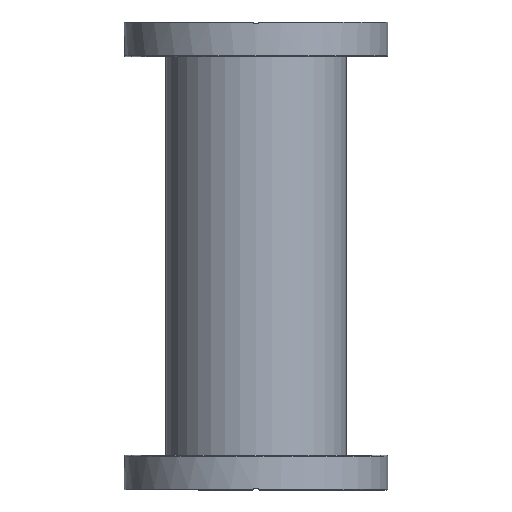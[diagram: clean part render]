
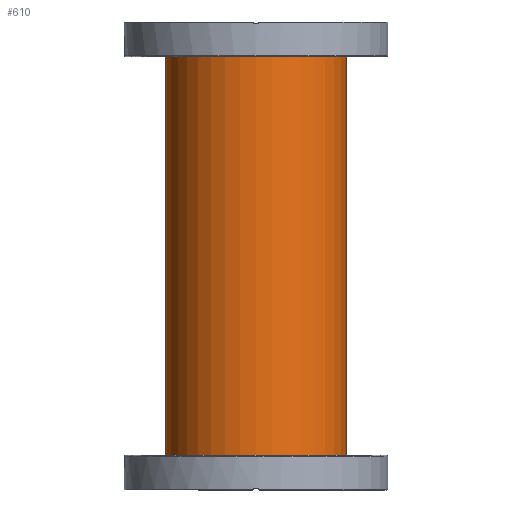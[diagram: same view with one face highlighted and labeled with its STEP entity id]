
A CAD part, front view. The second image highlights one B-rep face of the part: STEP entity #610.
In plain terms, the highlighted cylindrical face has radius 52 mm (diameter 104 mm), a full revolution.
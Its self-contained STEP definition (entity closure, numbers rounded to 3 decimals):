
#425=CARTESIAN_POINT('',(-20.5,47.789,125.5));
#426=VERTEX_POINT('',#425);
#433=CARTESIAN_POINT('',(-20.5,47.789,125.5));
#434=CARTESIAN_POINT('',(-20.5,47.789,125.248));
#435=CARTESIAN_POINT('',(-20.495,47.791,124.996));
#436=CARTESIAN_POINT('',(-20.486,47.795,124.743));
#437=CARTESIAN_POINT('',(-20.453,47.809,123.857));
#438=CARTESIAN_POINT('',(-20.362,47.848,122.971));
#439=CARTESIAN_POINT('',(-20.216,47.909,122.1));
#440=CARTESIAN_POINT('',(-19.96,48.017,120.579));
#441=CARTESIAN_POINT('',(-19.535,48.195,119.099));
#442=CARTESIAN_POINT('',(-18.951,48.424,117.682));
#443=CARTESIAN_POINT('',(-18.512,48.596,116.618));
#444=CARTESIAN_POINT('',(-17.983,48.796,115.592));
#445=CARTESIAN_POINT('',(-17.376,49.011,114.622));
#446=CARTESIAN_POINT('',(-16.376,49.365,113.025));
#447=CARTESIAN_POINT('',(-15.159,49.762,111.572));
#448=CARTESIAN_POINT('',(-13.766,50.145,110.31));
#449=CARTESIAN_POINT('',(-12.07,50.61,108.773));
#450=CARTESIAN_POINT('',(-10.118,51.052,107.521));
#451=CARTESIAN_POINT('',(-7.986,51.383,106.62));
#452=CARTESIAN_POINT('',(-6.907,51.551,106.163));
#453=CARTESIAN_POINT('',(-5.788,51.69,105.799));
#454=CARTESIAN_POINT('',(-4.647,51.792,105.534));
#455=CARTESIAN_POINT('',(-3.517,51.893,105.271));
#456=CARTESIAN_POINT('',(-2.364,51.959,105.103));
#457=CARTESIAN_POINT('',(-1.197,51.986,105.035));
#458=CARTESIAN_POINT('',(-0.26,52.008,104.98));
#459=CARTESIAN_POINT('',(0.685,52.004,104.99));
#460=CARTESIAN_POINT('',(1.619,51.975,105.064));
#461=CARTESIAN_POINT('',(3.201,51.926,105.189));
#462=CARTESIAN_POINT('',(4.759,51.804,105.498));
#463=CARTESIAN_POINT('',(6.265,51.621,105.981));
#464=CARTESIAN_POINT('',(7.311,51.494,106.317));
#465=CARTESIAN_POINT('',(8.331,51.338,106.737));
#466=CARTESIAN_POINT('',(9.304,51.161,107.233));
#467=CARTESIAN_POINT('',(10.92,50.867,108.056));
#468=CARTESIAN_POINT('',(12.418,50.515,109.089));
#469=CARTESIAN_POINT('',(13.755,50.148,110.3));
#470=CARTESIAN_POINT('',(15.136,49.769,111.55));
#471=CARTESIAN_POINT('',(16.341,49.377,112.983));
#472=CARTESIAN_POINT('',(17.337,49.025,114.56));
#473=CARTESIAN_POINT('',(18.176,48.728,115.891));
#474=CARTESIAN_POINT('',(18.867,48.46,117.328));
#475=CARTESIAN_POINT('',(19.382,48.253,118.824));
#476=CARTESIAN_POINT('',(19.914,48.039,120.366));
#477=CARTESIAN_POINT('',(20.262,47.89,121.974));
#478=CARTESIAN_POINT('',(20.414,47.826,123.619));
#479=CARTESIAN_POINT('',(20.503,47.787,124.588));
#480=CARTESIAN_POINT('',(20.523,47.779,125.561));
#481=CARTESIAN_POINT('',(20.474,47.8,126.526));
#482=CARTESIAN_POINT('',(20.394,47.834,128.126));
#483=CARTESIAN_POINT('',(20.127,47.949,129.71));
#484=CARTESIAN_POINT('',(19.677,48.133,131.25));
#485=CARTESIAN_POINT('',(19.382,48.254,132.261));
#486=CARTESIAN_POINT('',(19.01,48.403,133.243));
#487=CARTESIAN_POINT('',(18.568,48.572,134.188));
#488=CARTESIAN_POINT('',(17.822,48.857,135.781));
#489=CARTESIAN_POINT('',(16.875,49.2,137.271));
#490=CARTESIAN_POINT('',(15.756,49.556,138.615));
#491=CARTESIAN_POINT('',(14.371,49.996,140.278));
#492=CARTESIAN_POINT('',(12.729,50.453,141.716));
#493=CARTESIAN_POINT('',(10.887,50.848,142.87));
#494=CARTESIAN_POINT('',(9.664,51.109,143.637));
#495=CARTESIAN_POINT('',(8.359,51.342,144.274));
#496=CARTESIAN_POINT('',(6.998,51.527,144.768));
#497=CARTESIAN_POINT('',(5.902,51.676,145.167));
#498=CARTESIAN_POINT('',(4.769,51.794,145.472));
#499=CARTESIAN_POINT('',(3.609,51.875,145.68));
#500=CARTESIAN_POINT('',(2.721,51.936,145.839));
#501=CARTESIAN_POINT('',(1.822,51.976,145.939));
#502=CARTESIAN_POINT('',(0.923,51.992,145.979));
#503=CARTESIAN_POINT('',(-0.562,52.018,146.046));
#504=CARTESIAN_POINT('',(-2.049,51.98,145.952));
#505=CARTESIAN_POINT('',(-3.516,51.881,145.696));
#506=CARTESIAN_POINT('',(-4.476,51.816,145.529));
#507=CARTESIAN_POINT('',(-5.425,51.725,145.293));
#508=CARTESIAN_POINT('',(-6.347,51.611,144.993));
#509=CARTESIAN_POINT('',(-7.971,51.411,144.464));
#510=CARTESIAN_POINT('',(-9.518,51.143,143.736));
#511=CARTESIAN_POINT('',(-10.954,50.833,142.828));
#512=CARTESIAN_POINT('',(-12.164,50.572,142.063));
#513=CARTESIAN_POINT('',(-13.287,50.285,141.176));
#514=CARTESIAN_POINT('',(-14.306,49.993,140.183));
#515=CARTESIAN_POINT('',(-14.873,49.831,139.631));
#516=CARTESIAN_POINT('',(-15.407,49.668,139.046));
#517=CARTESIAN_POINT('',(-15.907,49.507,138.432));
#518=CARTESIAN_POINT('',(-16.895,49.19,137.216));
#519=CARTESIAN_POINT('',(-17.742,48.885,135.89));
#520=CARTESIAN_POINT('',(-18.43,48.624,134.477));
#521=CARTESIAN_POINT('',(-18.892,48.449,133.528));
#522=CARTESIAN_POINT('',(-19.282,48.294,132.541));
#523=CARTESIAN_POINT('',(-19.595,48.167,131.523));
#524=CARTESIAN_POINT('',(-19.895,48.045,130.548));
#525=CARTESIAN_POINT('',(-20.121,47.95,129.553));
#526=CARTESIAN_POINT('',(-20.272,47.886,128.547));
#527=CARTESIAN_POINT('',(-20.424,47.822,127.54));
#528=CARTESIAN_POINT('',(-20.5,47.789,126.522));
#529=CARTESIAN_POINT('',(-20.5,47.789,125.5));
#530=B_SPLINE_CURVE_WITH_KNOTS('',3,(#433,#434,#435,#436,#437,#438,#439,#440,#441,#442,#443,#444,#445,#446,#447,#448,#449,#450,#451,#452,#453,#454,#455,#456,#457,#458,#459,#460,#461,#462,#463,#464,#465,#466,#467,#468,#469,#470,#471,#472,#473,#474,#475,#476,#477,#478,#479,#480,#481,#482,#483,#484,#485,#486,#487,#488,#489,#490,#491,#492,#493,#494,#495,#496,#497,#498,#499,#500,#501,#502,#503,#504,#505,#506,#507,#508,#509,#510,#511,#512,#513,#514,#515,#516,#517,#518,#519,#520,#521,#522,#523,#524,#525,#526,#527,#528,#529),.UNSPECIFIED.,.T.,.U.,(4,3,3,3,3,3,3,3,3,3,3,3,3,3,3,3,3,3,3,3,3,3,3,3,3,3,3,3,3,3,3,3,4),(1.417,1.493,1.76,2.225,2.575,3.151,3.853,4.208,4.559,4.841,5.32,5.652,6.205,6.775,7.256,7.752,8.044,8.529,8.847,9.383,10.046,10.486,10.84,11.111,11.56,11.853,12.371,12.807,13.05,13.529,13.851,14.159,14.467),.UNSPECIFIED.);
#531=EDGE_CURVE('',#426,#426,#530,.T.);
#542=CARTESIAN_POINT('',(52.0,0.,251.));
#543=VERTEX_POINT('',#542);
#544=CARTESIAN_POINT('',(0.0,0.0,251.));
#545=DIRECTION('',(0.0,0.0,-1.0));
#546=DIRECTION('',(-1.0,0.0,0.0));
#547=AXIS2_PLACEMENT_3D('',#544,#545,#546);
#548=CIRCLE('',#547,52.0);
#549=EDGE_CURVE('',#543,#543,#548,.T.);
#588=CARTESIAN_POINT('',(0.0,0.0,0.0));
#589=DIRECTION('',(0.0,0.0,1.0));
#590=DIRECTION('',(-1.0,0.0,0.0));
#591=AXIS2_PLACEMENT_3D('',#588,#589,#590);
#592=CYLINDRICAL_SURFACE('',#591,52.0);
#593=ORIENTED_EDGE('',*,*,#549,.T.);
#594=EDGE_LOOP('',(#593));
#595=FACE_OUTER_BOUND('',#594,.T.);
#596=ORIENTED_EDGE('',*,*,#531,.T.);
#597=EDGE_LOOP('',(#596));
#598=FACE_BOUND('',#597,.T.);
#599=CARTESIAN_POINT('',(52.0,0.,0.0));
#600=VERTEX_POINT('',#599);
#601=CARTESIAN_POINT('',(0.0,0.0,0.0));
#602=DIRECTION('',(0.0,0.0,-1.0));
#603=DIRECTION('',(-1.0,0.0,0.0));
#604=AXIS2_PLACEMENT_3D('',#601,#602,#603);
#605=CIRCLE('',#604,52.0);
#606=EDGE_CURVE('',#600,#600,#605,.T.);
#607=ORIENTED_EDGE('',*,*,#606,.F.);
#608=EDGE_LOOP('',(#607));
#609=FACE_BOUND('',#608,.T.);
#610=ADVANCED_FACE('',(#595,#598,#609),#592,.T.);
